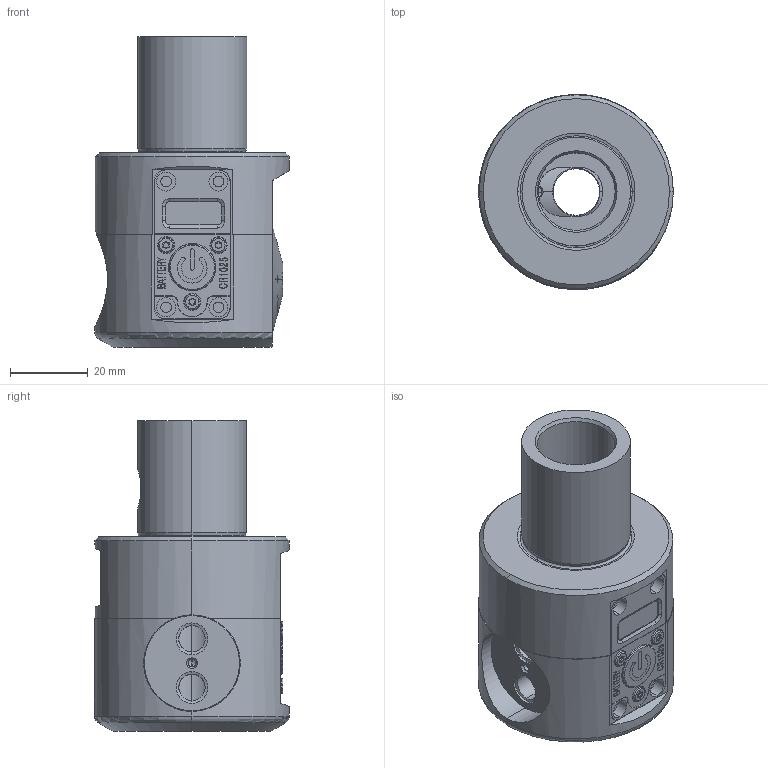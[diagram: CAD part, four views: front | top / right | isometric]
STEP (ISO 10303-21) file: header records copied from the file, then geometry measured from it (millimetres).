
FILE_DESCRIPTION(('no description'),'unknown implementation level');
FILE_NAME('85CB8166-D435-43F0-9036-56C20E6AA65B_export.stp',' ',('CIMSOURCE GmbH'),('CADClick - KiM GmbH - www.kimweb.de'),'unknown preprocess','ACIS','unknown authorization');
FILE_SCHEMA(('automotive_design'));
Length unit declared in the file: millimetre
Products named in the file (34): 112.310 KAISER Ausdrehkopf EWE2-32CK5|195.194 KAISER Skalaschraube EWD 2-32;<112.384 Skalaschraube Rohling EWN2-32 >-<Fase2>; 112.310 KAISER Ausdrehkopf EWE2-32CK5|195.250 KAISER Werkzeugk�rper EWE2-32-CK5_mit Beschriftung englisch;Schnitt-Linear austragen28; 112.310 KAISER Ausdrehkopf EWE2-32CK5|395.155 KAISER Elektronikeinheit EWE_Standard metrisch|690.326 Zyl-Schr M2.5x2.7 Torx Plus 8IP;Verrundung1; 112.310 KAISER Ausdrehkopf EWE2-32CK5|395.155 KAISER Elektronikeinheit EWE_Standard metrisch|395.160 Isolationsring Batterie EWE;Verrundung25; 112.310 KAISER Ausdrehkopf EWE2-32CK5|395.155 KAISER Elektronikeinheit EWE_Standard metrisch|395.161 Dichtung Batteriedeckel EWE_Eingebaut;Schnitt-Linear austragen3; 112.310 KAISER Ausdrehkopf EWE2-32CK5|395.155 KAISER Elektronikeinheit EWE_Standard metrisch|395.167 Dichtung Hauptdeckel EWE_Eingebaut;Schnitt-Linear austragen3; 112.310 KAISER Ausdrehkopf EWE2-32CK5|395.155 KAISER Elektronikeinheit EWE_Standard metrisch|395.162 Zebrakontakt EWE_Eingespannt-2;Linear austragen2[2]; 112.310 KAISER Ausdrehkopf EWE2-32CK5|395.155 KAISER Elektronikeinheit EWE_Standard metrisch|395.162 Zebrakontakt EWE_Eingespannt-1;Linear austragen2[1]; 112.310 KAISER Ausdrehkopf EWE2-32CK5|395.155 KAISER Elektronikeinheit EWE_Standard metrisch|395.162 Zebrakontakt EWE_Eingespannt;Linear austragen1; 112.310 KAISER Ausdrehkopf EWE2-32CK5|395.155 KAISER Elektronikeinheit EWE_Standard metrisch|395.159 Display EWE;Schrift (mm) metrisch; 112.310 KAISER Ausdrehkopf EWE2-32CK5|395.155 KAISER Elektronikeinheit EWE_Standard metrisch|395.157 Distanzfolie EWE;Linear austragen1; 112.310 KAISER Ausdrehkopf EWE2-32CK5|395.155 KAISER Elektronikeinheit EWE_Standard metrisch|395.158 Deckglas EWE;Linear austragen1; 112.310 KAISER Ausdrehkopf EWE2-32CK5|395.155 KAISER Elektronikeinheit EWE_Standard metrisch|690.209 Zyl-Schr In-6kt DIN912-M1.6x3;Schnitt-Linear austragen2; 112.310 KAISER Ausdrehkopf EWE2-32CK5|395.155 KAISER Elektronikeinheit EWE_Standard metrisch|395.156 KAISER Hauptdeckel EWE_Beschriftet metrisch;FCC-ID: 2AN3Q-EWE; 112.310 KAISER Ausdrehkopf EWE2-32CK5|395.155 KAISER Elektronikeinheit EWE_Standard metrisch|395.170 Batteriedeckel EWE|395.174 Piezo Schalter EWE;Rotation3; 112.310 KAISER Ausdrehkopf EWE2-32CK5|395.155 KAISER Elektronikeinheit EWE_Standard metrisch|395.170 Batteriedeckel EWE|395.173 Batterievorspannung EWE_Eingespannt;Aufsatz-Linear austragen1; 112.310 KAISER Ausdrehkopf EWE2-32CK5|395.155 KAISER Elektronikeinheit EWE_Standard metrisch|395.170 Batteriedeckel EWE|395.171 Batteriedeckel EWE_Battery III;Schnitt-Linear austragen12; 112.310 KAISER Ausdrehkopf EWE2-32CK5|395.155 KAISER Elektronikeinheit EWE_Standard metrisch|395.163 Hauptplatine EWE_Eingespannt|395.166 Springconector 0906-1-15-20-75-14-11-0 EWE_Auswuchten;Rotation2; 112.310 KAISER Ausdrehkopf EWE2-32CK5|395.155 KAISER Elektronikeinheit EWE_Standard metrisch|395.163 Hauptplatine EWE_Eingespannt|395.165 Batteriekontakt seitlich EWE;Ecke brechen1; 112.310 KAISER Ausdrehkopf EWE2-32CK5|395.155 KAISER Elektronikeinheit EWE_Standard metrisch|395.163 Hauptplatine EWE_Eingespannt|395.164 Batteriekontakt unten EWE_Eingespannt;Verrundung1; 112.310 KAISER Ausdrehkopf EWE2-32CK5|395.155 KAISER Elektronikeinheit EWE_Standard metrisch|395.163 Hauptplatine EWE_Eingespannt|395.163 Hauptplatine EWE;Aufsatz-Linear austragen9; 112.310 KAISER Ausdrehkopf EWE2-32CK5|195.251 KAISER Werkzeugtr�ger EWE2-32_geschliffen Bohrung �12|195.252 Magnetmasstab EWE2-32 & EWE41_geschliffen �25;Schnitt-Linear austragen2; 112.310 KAISER Ausdrehkopf EWE2-32CK5|195.251 KAISER Werkzeugtr�ger EWE2-32_geschliffen Bohrung �12|195.193 Gewindeb�chse EWD 2-32_Gewindeschleifen;Schnitt-Rotation1; 112.310 KAISER Ausdrehkopf EWE2-32CK5|195.251 KAISER Werkzeugtr�ger EWE2-32_geschliffen Bohrung �12|195.251 KAISER Werkzeugtr�ger EWE2-32_geschliffen Bohrung �12;Verrundung R0.05
Bounding box: 50.15 x 50.26 x 80.1 mm (x, y, z)
Volume: 89605.5 mm3; surface area: 34982.9 mm2
Topology: 34 solids, 34 shells, 2562 faces, 6362 edges, 4031 vertices
Faces by surface type: plane 1206, cylinder 692, bspline 248, torus 211, cone 165, sphere 40
Entity records: 176674 total; most frequent: CARTESIAN_POINT 43428, STYLED_ITEM 12943, PRESENTATION_STYLE_ASSIGNMENT 12943, COLOUR_RGB 12943, ORIENTED_EDGE 12632, DIRECTION 12209, EDGE_CURVE 6316, CURVE_STYLE 6316
